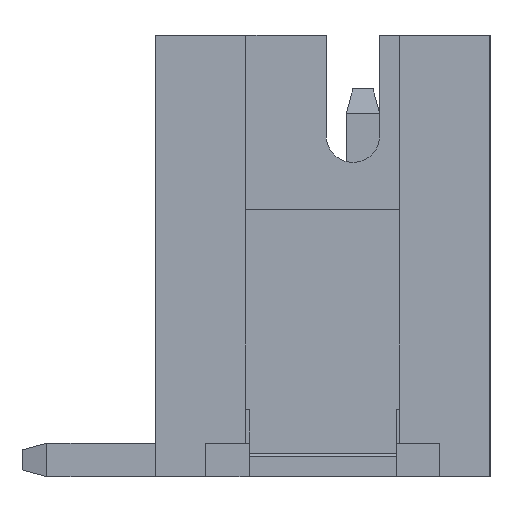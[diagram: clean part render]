
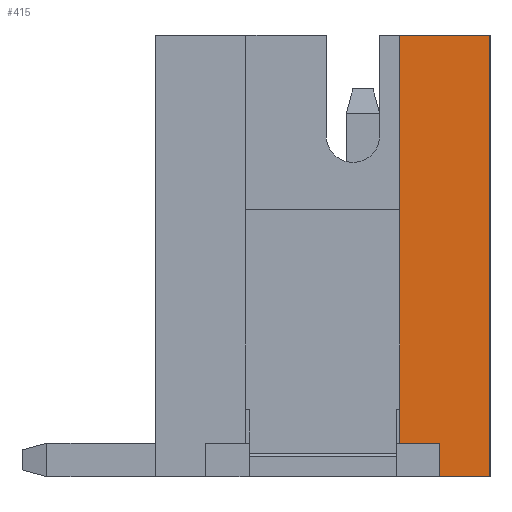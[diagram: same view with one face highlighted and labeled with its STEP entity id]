
A CAD part, left-side view. The second image highlights one B-rep face of the part: STEP entity #415.
In plain terms, the highlighted planar face has unit normal (-1, 0, 0).
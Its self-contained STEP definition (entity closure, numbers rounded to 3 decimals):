
#415=ADVANCED_FACE('',(#5042),#5044,.T.);
#5042=FACE_BOUND('',#5043,.T.);
#5043=EDGE_LOOP('',(#8729,#8730,#8731,#8732,#8733,#8734));
#5044=PLANE('',#5045);
#5045=AXIS2_PLACEMENT_3D('',#5046,#5047,#5048);
#5046=CARTESIAN_POINT('',(-2.975,0.,0.));
#5047=DIRECTION('',(-1.,-0.,0.));
#5048=DIRECTION('',(0.,-1.,0.));
#8729=ORIENTED_EDGE('',*,*,#11222,.T.);
#8730=ORIENTED_EDGE('',*,*,#11223,.T.);
#8731=ORIENTED_EDGE('',*,*,#11224,.T.);
#8732=ORIENTED_EDGE('',*,*,#11107,.T.);
#8733=ORIENTED_EDGE('',*,*,#11221,.T.);
#8734=ORIENTED_EDGE('',*,*,#11225,.T.);
#11107=EDGE_CURVE('',#12457,#12455,#12458,.T.);
#11221=EDGE_CURVE('',#12455,#12674,#12676,.T.);
#11222=EDGE_CURVE('',#12677,#12678,#12679,.F.);
#11223=EDGE_CURVE('',#12678,#12680,#12681,.F.);
#11224=EDGE_CURVE('',#12680,#12457,#12682,.T.);
#11225=EDGE_CURVE('',#12674,#12677,#12683,.T.);
#12455=VERTEX_POINT('',#14722);
#12457=VERTEX_POINT('',#14726);
#12458=LINE('',#14727,#14728);
#12674=VERTEX_POINT('',#15169);
#12676=LINE('',#15173,#15174);
#12677=VERTEX_POINT('',#15176);
#12678=VERTEX_POINT('',#15177);
#12679=LINE('',#15178,#15179);
#12680=VERTEX_POINT('',#15181);
#12681=LINE('',#15182,#15183);
#12682=LINE('',#15185,#15186);
#12683=LINE('',#15188,#15189);
#14722=CARTESIAN_POINT('',(-2.975,-1.9,6.6));
#14726=CARTESIAN_POINT('',(-2.975,-1.9,0.));
#14727=CARTESIAN_POINT('',(-2.975,-1.9,0.));
#14728=VECTOR('',#14729,1.);
#14729=DIRECTION('',(0.,0.,1.));
#15169=CARTESIAN_POINT('',(-2.975,-0.55,6.6));
#15173=CARTESIAN_POINT('',(-2.975,-1.9,6.6));
#15174=VECTOR('',#15175,1.);
#15175=DIRECTION('',(0.,1.,0.));
#15176=CARTESIAN_POINT('',(-2.975,-0.55,0.5));
#15177=CARTESIAN_POINT('',(-2.975,-1.15,0.5));
#15178=CARTESIAN_POINT('',(-2.975,-1.15,0.5));
#15179=VECTOR('',#15180,1.);
#15180=DIRECTION('',(0.,1.,0.));
#15181=CARTESIAN_POINT('',(-2.975,-1.15,0.));
#15182=CARTESIAN_POINT('',(-2.975,-1.15,0.));
#15183=VECTOR('',#15184,1.);
#15184=DIRECTION('',(0.,0.,1.));
#15185=CARTESIAN_POINT('',(-2.975,-1.15,0.));
#15186=VECTOR('',#15187,1.);
#15187=DIRECTION('',(0.,-1.,0.));
#15188=CARTESIAN_POINT('',(-2.975,-0.55,6.6));
#15189=VECTOR('',#15190,1.);
#15190=DIRECTION('',(0.,0.,-1.));
